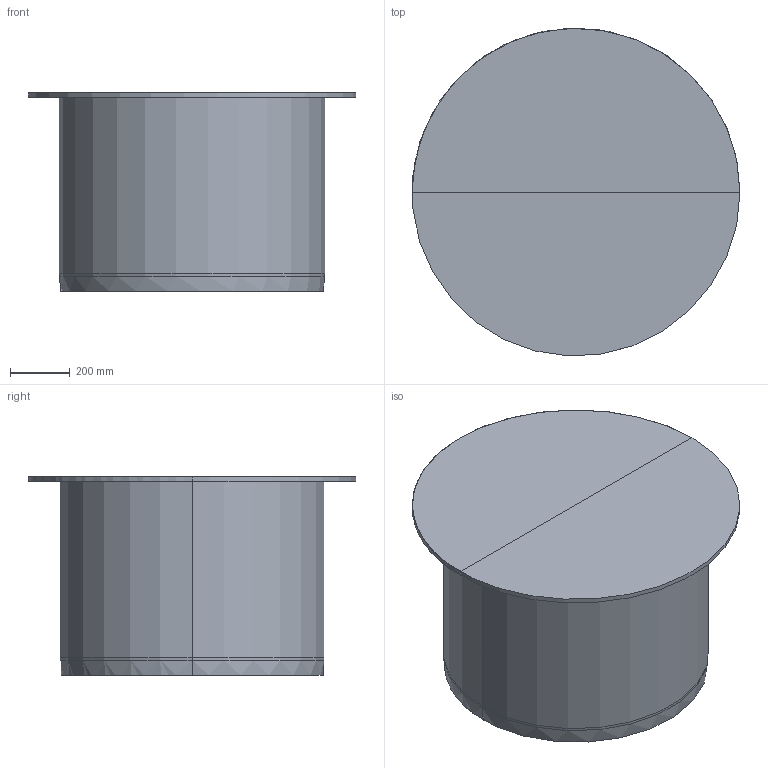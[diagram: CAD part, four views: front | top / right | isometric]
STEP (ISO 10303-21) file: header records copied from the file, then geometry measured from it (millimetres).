
FILE_DESCRIPTION(/* description */ (''),/* implementation_level */ '2;1');
FILE_NAME(/* name */ '00800.080X_3D.stp',/* time_stamp */ '2024-12-11T13:00:32+01:00',/* author */ ('CAD'),/* organization */ (''),/* preprocessor_version */ 'ST-DEVELOPER v20',/* originating_system */ 'AutoCAD Mechanical',/* authorisation */ '');
FILE_SCHEMA (('AUTOMOTIVE_DESIGN { 1 0 10303 214 3 1 1 }'));
Length unit declared in the file: centimetre
Products named in the file (6): Product; *S2; *S9; *S8; *S11; *S10
Assembly tree (5 placements, depth 3):
  Product
    *S2
    *S9
      *S8
    *S11
      *S10
Bounding box: 1100 x 1099.29 x 665 mm (x, y, z)
Volume: 53624195.8 mm3; surface area: 8433262.4 mm2
Topology: 4 solids, 4 shells, 25 faces, 80 edges, 85 vertices
Faces by surface type: plane 9, cylinder 6, cone 6, torus 4
Full cylindrical faces by diameter (mm): 866 x1, 890 x1, 1100 x1
Entity records: 1075 total; most frequent: CARTESIAN_POINT 206, DIRECTION 194, ORIENTED_EDGE 104, AXIS2_PLACEMENT_3D 78, EDGE_CURVE 52, CIRCLE 41, LINE 38, VECTOR 38
